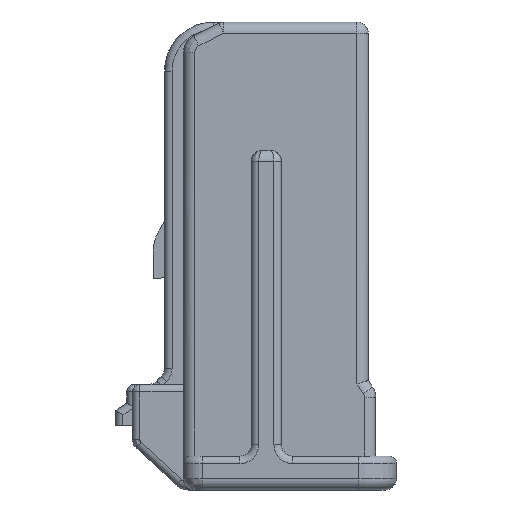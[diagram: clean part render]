
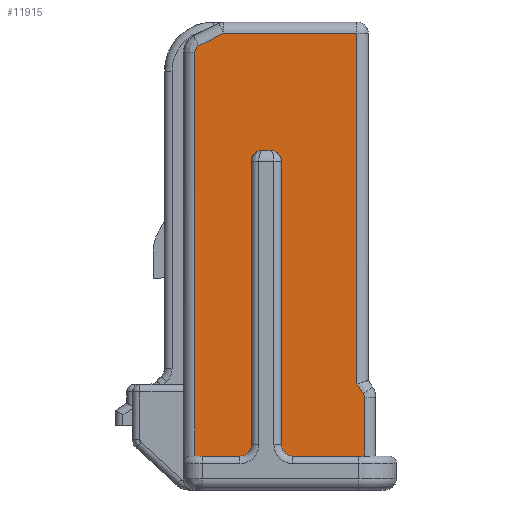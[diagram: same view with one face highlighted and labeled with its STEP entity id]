
A CAD part, left-side view. The second image highlights one B-rep face of the part: STEP entity #11915.
In plain terms, the highlighted planar face has unit normal (-1, 0, 0).
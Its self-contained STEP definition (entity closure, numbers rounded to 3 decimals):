
#2291=DIRECTION('',(0.,-1.,0.));
#2292=VECTOR('',#2291,1.9);
#2293=CARTESIAN_POINT('',(-8.35,0.15,-11.5));
#2294=LINE('',#2293,#2292);
#2435=CARTESIAN_POINT('',(-8.35,0.75,-3.7));
#2436=DIRECTION('',(1.,0.,0.));
#2437=DIRECTION('',(0.,0.,1.));
#2438=AXIS2_PLACEMENT_3D('',#2435,#2436,#2437);
#2444=DIRECTION('',(0.,-1.,0.));
#2445=VECTOR('',#2444,0.2);
#2446=CARTESIAN_POINT('',(-8.35,0.95,-3.4));
#2447=LINE('',#2446,#2445);
#2467=CARTESIAN_POINT('',(-8.35,0.95,-3.7));
#2468=DIRECTION('',(1.,0.,0.));
#2469=DIRECTION('',(0.,1.,0.));
#2470=AXIS2_PLACEMENT_3D('',#2467,#2468,#2469);
#2576=DIRECTION('',(0.,0.,1.));
#2577=VECTOR('',#2576,10.691);
#2578=CARTESIAN_POINT('',(-8.35,2.75,-11.5));
#2579=LINE('',#2578,#2577);
#2630=DIRECTION('',(0.,0.,-1.));
#2631=VECTOR('',#2630,7.5);
#2632=CARTESIAN_POINT('',(-8.35,1.25,-3.7));
#2633=LINE('',#2632,#2631);
#2634=CARTESIAN_POINT('',(-8.35,1.55,-11.2));
#2635=DIRECTION('',(-1.,0.,0.));
#2636=DIRECTION('',(0.,0.,-1.));
#2637=AXIS2_PLACEMENT_3D('',#2634,#2635,#2636);
#2639=DIRECTION('',(0.,1.,0.));
#2640=VECTOR('',#2639,1.2);
#2641=CARTESIAN_POINT('',(-8.35,1.55,-11.5));
#2642=LINE('',#2641,#2640);
#2643=CARTESIAN_POINT('',(-8.35,2.55,
-0.809));
#2644=DIRECTION('',(-1.,0.,0.));
#2645=DIRECTION('',(0.,0.447,0.894));
#2646=AXIS2_PLACEMENT_3D('',#2643,#2644,#2645);
#2648=DIRECTION('',(0.,0.894,-0.447));
#2649=VECTOR('',#2648,0.738);
#2650=CARTESIAN_POINT('',(-8.35,1.979,-0.3));
#2651=LINE('',#2650,#2649);
#2652=DIRECTION('',(0.,0.555,0.832));
#2653=VECTOR('',#2652,0.3);
#2654=CARTESIAN_POINT('',(-8.35,-1.716,-9.84));
#2655=LINE('',#2654,#2653);
#2656=CARTESIAN_POINT('',(-8.35,-1.55,
-9.951));
#2657=DIRECTION('',(-1.,0.,0.));
#2658=DIRECTION('',(0.,-1.,0.));
#2659=AXIS2_PLACEMENT_3D('',#2656,#2657,#2658);
#2661=CARTESIAN_POINT('',(-8.35,0.15,-11.2));
#2662=DIRECTION('',(-1.,0.,0.));
#2663=DIRECTION('',(0.,1.,0.));
#2664=AXIS2_PLACEMENT_3D('',#2661,#2662,#2663);
#2666=DIRECTION('',(0.,0.,1.));
#2667=VECTOR('',#2666,7.5);
#2668=CARTESIAN_POINT('',(-8.35,0.45,-11.2));
#2669=LINE('',#2668,#2667);
#2696=DIRECTION('',(0.,-1.,0.));
#2697=VECTOR('',#2696,3.529);
#2698=CARTESIAN_POINT('',(-8.35,1.979,-0.3));
#2699=LINE('',#2698,#2697);
#3040=DIRECTION('',(0.,0.,-1.));
#3041=VECTOR('',#3040,9.291);
#3042=CARTESIAN_POINT('',(-8.35,-1.55,-0.3));
#3043=LINE('',#3042,#3041);
#3056=CARTESIAN_POINT('',(-8.35,-1.55,-9.591));
#3241=DIRECTION('',(0.,0.,-1.));
#3242=VECTOR('',#3241,1.549);
#3243=CARTESIAN_POINT('',(-8.35,-1.75,-9.951));
#3244=LINE('',#3243,#3242);
#7109=VERTEX_POINT('',#3056);
#7110=CARTESIAN_POINT('',(-8.35,-1.716,-9.84));
#7111=VERTEX_POINT('',#7110);
#7124=CARTESIAN_POINT('',(-8.35,2.639,
-0.63));
#7125=VERTEX_POINT('',#7124);
#7126=CARTESIAN_POINT('',(-8.35,1.979,-0.3));
#7127=VERTEX_POINT('',#7126);
#7128=CARTESIAN_POINT('',(-8.35,-1.75,-9.951));
#7129=CARTESIAN_POINT('',(-8.35,-1.75,-11.5));
#7130=VERTEX_POINT('',#7128);
#7131=VERTEX_POINT('',#7129);
#7132=CARTESIAN_POINT('',(-8.35,-1.55,-0.3));
#7133=VERTEX_POINT('',#7132);
#7134=CARTESIAN_POINT('',(-8.35,2.75,
-0.809));
#7135=VERTEX_POINT('',#7134);
#7136=CARTESIAN_POINT('',(-8.35,2.75,-11.5));
#7137=VERTEX_POINT('',#7136);
#7535=CARTESIAN_POINT('',(-8.35,1.55,-11.5));
#7536=CARTESIAN_POINT('',(-8.35,1.25,-11.2));
#7537=VERTEX_POINT('',#7535);
#7538=VERTEX_POINT('',#7536);
#7539=CARTESIAN_POINT('',(-8.35,0.45,-11.2));
#7540=CARTESIAN_POINT('',(-8.35,0.15,-11.5));
#7541=VERTEX_POINT('',#7539);
#7542=VERTEX_POINT('',#7540);
#7555=CARTESIAN_POINT('',(-8.35,0.95,-3.4));
#7556=CARTESIAN_POINT('',(-8.35,0.75,-3.4));
#7557=VERTEX_POINT('',#7555);
#7558=VERTEX_POINT('',#7556);
#7559=CARTESIAN_POINT('',(-8.35,0.45,-3.7));
#7560=VERTEX_POINT('',#7559);
#7561=CARTESIAN_POINT('',(-8.35,1.25,-3.7));
#7562=VERTEX_POINT('',#7561);
#11884=CARTESIAN_POINT('',(-8.35,1.75,0.));
#11885=DIRECTION('',(-1.,0.,0.));
#11886=DIRECTION('',(0.,1.,0.));
#11887=AXIS2_PLACEMENT_3D('',#11884,#11885,#11886);
#11888=PLANE('',#11887);
#11889=ORIENTED_EDGE('',*,*,#11563,.F.);
#11890=ORIENTED_EDGE('',*,*,#11580,.F.);
#11892=ORIENTED_EDGE('',*,*,#11891,.T.);
#11894=ORIENTED_EDGE('',*,*,#11893,.F.);
#11895=ORIENTED_EDGE('',*,*,#11767,.T.);
#11896=ORIENTED_EDGE('',*,*,#11786,.T.);
#11897=ORIENTED_EDGE('',*,*,#11813,.F.);
#11898=ORIENTED_EDGE('',*,*,#11879,.F.);
#11900=ORIENTED_EDGE('',*,*,#11899,.T.);
#11902=ORIENTED_EDGE('',*,*,#11901,.T.);
#11904=ORIENTED_EDGE('',*,*,#11903,.F.);
#11906=ORIENTED_EDGE('',*,*,#11905,.F.);
#11908=ORIENTED_EDGE('',*,*,#11907,.T.);
#11909=ORIENTED_EDGE('',*,*,#11296,.F.);
#11910=ORIENTED_EDGE('',*,*,#11451,.F.);
#11911=ORIENTED_EDGE('',*,*,#11466,.T.);
#11912=ORIENTED_EDGE('',*,*,#11550,.F.);
#11913=EDGE_LOOP('',(#11889,#11890,#11892,#11894,#11895,#11896,#11897,#11898,
#11900,#11902,#11904,#11906,#11908,#11909,#11910,#11911,#11912));
#11914=FACE_OUTER_BOUND('',#11913,.F.);
#11915=ADVANCED_FACE('',(#11914),#11888,.T.);
#2439=CIRCLE('',#2438,0.3);
#2471=CIRCLE('',#2470,0.3);
#2638=CIRCLE('',#2637,0.3);
#2647=CIRCLE('',#2646,0.2);
#2660=CIRCLE('',#2659,0.2);
#2665=CIRCLE('',#2664,0.3);
#11296=EDGE_CURVE('',#7542,#7131,#2294,.T.);
#11451=EDGE_CURVE('',#7541,#7542,#2665,.T.);
#11466=EDGE_CURVE('',#7541,#7560,#2669,.T.);
#11550=EDGE_CURVE('',#7558,#7560,#2439,.T.);
#11563=EDGE_CURVE('',#7557,#7558,#2447,.T.);
#11580=EDGE_CURVE('',#7562,#7557,#2471,.T.);
#11767=EDGE_CURVE('',#7537,#7137,#2642,.T.);
#11786=EDGE_CURVE('',#7137,#7135,#2579,.T.);
#11813=EDGE_CURVE('',#7125,#7135,#2647,.T.);
#11879=EDGE_CURVE('',#7127,#7125,#2651,.T.);
#11891=EDGE_CURVE('',#7562,#7538,#2633,.T.);
#11893=EDGE_CURVE('',#7537,#7538,#2638,.T.);
#11899=EDGE_CURVE('',#7127,#7133,#2699,.T.);
#11901=EDGE_CURVE('',#7133,#7109,#3043,.T.);
#11903=EDGE_CURVE('',#7111,#7109,#2655,.T.);
#11905=EDGE_CURVE('',#7130,#7111,#2660,.T.);
#11907=EDGE_CURVE('',#7130,#7131,#3244,.T.);
